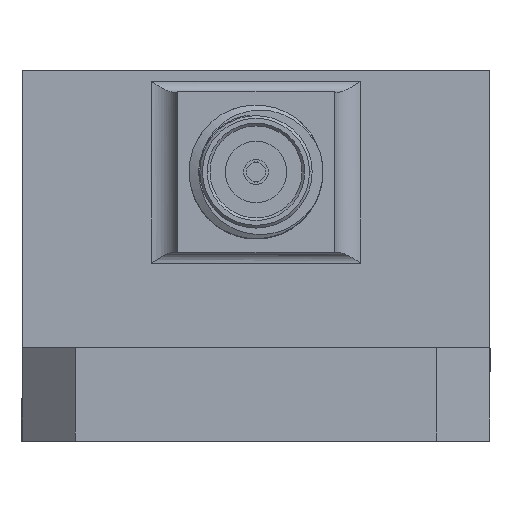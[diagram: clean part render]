
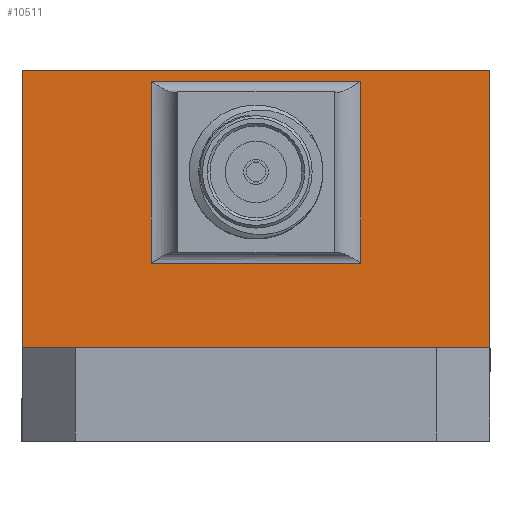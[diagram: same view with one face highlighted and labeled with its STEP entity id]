
A CAD part, top view. The second image highlights one B-rep face of the part: STEP entity #10511.
In plain terms, the highlighted planar face has unit normal (0, 0, 1).
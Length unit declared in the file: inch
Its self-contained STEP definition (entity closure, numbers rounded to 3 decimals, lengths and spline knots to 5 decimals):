
#166 = LINE ( 'NONE', #7347, #8171 ) ;
#398 = ORIENTED_EDGE ( 'NONE', *, *, #2009, .T. ) ;
#430 = EDGE_CURVE ( 'NONE', #4316, #2212, #2327, .T. ) ;
#557 = CARTESIAN_POINT ( 'NONE',  ( 0.4375, 0.175, 0.155 ) ) ;
#604 = EDGE_CURVE ( 'NONE', #6124, #7538, #10758, .T. ) ;
#767 = CARTESIAN_POINT ( 'NONE',  ( -0.196, 0.333, 0.155 ) ) ;
#839 = CARTESIAN_POINT ( 'NONE',  ( -0.4375, 0.175, 0.155 ) ) ;
#1096 = CARTESIAN_POINT ( 'NONE',  ( 0.196, 0.673, 0.155 ) ) ;
#1100 = VECTOR ( 'NONE', #7804, 39.37008 ) ;
#1166 = DIRECTION ( 'NONE',  ( 1., 0., 0. ) ) ;
#1459 = CARTESIAN_POINT ( 'NONE',  ( -0.196, 0.175, 0.155 ) ) ;
#1464 = VECTOR ( 'NONE', #3505, 39.37008 ) ;
#1814 = PLANE ( 'NONE',  #4098 ) ;
#1878 = LINE ( 'NONE', #1459, #9770 ) ;
#2009 = EDGE_CURVE ( 'NONE', #7538, #6222, #1878, .T. ) ;
#2212 = VERTEX_POINT ( 'NONE', #2919 ) ;
#2327 = LINE ( 'NONE', #557, #1100 ) ;
#2440 = CARTESIAN_POINT ( 'NONE',  ( -0.4375, 0.175, 0.155 ) ) ;
#2457 = DIRECTION ( 'NONE',  ( 0., 1., 0. ) ) ;
#2675 = VERTEX_POINT ( 'NONE', #7554 ) ;
#2855 = LINE ( 'NONE', #2440, #4729 ) ;
#2919 = CARTESIAN_POINT ( 'NONE',  ( 0.4375, 0.175, 0.155 ) ) ;
#3028 = ORIENTED_EDGE ( 'NONE', *, *, #430, .F. ) ;
#3029 = EDGE_CURVE ( 'NONE', #5946, #2675, #2855, .T. ) ;
#3062 = VECTOR ( 'NONE', #3699, 39.37008 ) ;
#3152 = FACE_BOUND ( 'NONE', #9655, .T. ) ;
#3197 = LINE ( 'NONE', #1096, #3062 ) ;
#3220 = VERTEX_POINT ( 'NONE', #7201 ) ;
#3302 = ORIENTED_EDGE ( 'NONE', *, *, #5824, .T. ) ;
#3379 = ORIENTED_EDGE ( 'NONE', *, *, #3648, .F. ) ;
#3505 = DIRECTION ( 'NONE',  ( 1., 0., 0. ) ) ;
#3648 = EDGE_CURVE ( 'NONE', #2675, #4316, #9625, .T. ) ;
#3699 = DIRECTION ( 'NONE',  ( 1., 0., 0. ) ) ;
#3951 = EDGE_LOOP ( 'NONE', ( #3028, #3379, #6888, #7758 ) ) ;
#4098 = AXIS2_PLACEMENT_3D ( 'NONE', #4351, #10383, #5199 ) ;
#4295 = ORIENTED_EDGE ( 'NONE', *, *, #4906, .T. ) ;
#4316 = VERTEX_POINT ( 'NONE', #9867 ) ;
#4351 = CARTESIAN_POINT ( 'NONE',  ( -1.04203, 0.175, 0.155 ) ) ;
#4698 = VECTOR ( 'NONE', #11121, 39.37008 ) ;
#4729 = VECTOR ( 'NONE', #6711, 39.37008 ) ;
#4906 = EDGE_CURVE ( 'NONE', #3220, #6124, #8909, .T. ) ;
#5199 = DIRECTION ( 'NONE',  ( 1., 0., 0. ) ) ;
#5824 = EDGE_CURVE ( 'NONE', #6222, #3220, #3197, .T. ) ;
#5946 = VERTEX_POINT ( 'NONE', #839 ) ;
#6124 = VERTEX_POINT ( 'NONE', #9812 ) ;
#6222 = VERTEX_POINT ( 'NONE', #11245 ) ;
#6379 = CARTESIAN_POINT ( 'NONE',  ( -0.196, 0.333, 0.155 ) ) ;
#6673 = CARTESIAN_POINT ( 'NONE',  ( 0.196, 0.175, 0.155 ) ) ;
#6711 = DIRECTION ( 'NONE',  ( 0., 1., 0. ) ) ;
#6888 = ORIENTED_EDGE ( 'NONE', *, *, #3029, .F. ) ;
#7201 = CARTESIAN_POINT ( 'NONE',  ( 0.196, 0.673, 0.155 ) ) ;
#7347 = CARTESIAN_POINT ( 'NONE',  ( -1.04203, 0.175, 0.155 ) ) ;
#7538 = VERTEX_POINT ( 'NONE', #767 ) ;
#7554 = CARTESIAN_POINT ( 'NONE',  ( -0.4375, 0.694, 0.155 ) ) ;
#7758 = ORIENTED_EDGE ( 'NONE', *, *, #10779, .T. ) ;
#7804 = DIRECTION ( 'NONE',  ( 0., -1., 0. ) ) ;
#8067 = ORIENTED_EDGE ( 'NONE', *, *, #604, .T. ) ;
#8171 = VECTOR ( 'NONE', #1166, 39.37008 ) ;
#8297 = DIRECTION ( 'NONE',  ( -1., 0., 0. ) ) ;
#8909 = LINE ( 'NONE', #6673, #4698 ) ;
#9625 = LINE ( 'NONE', #11216, #1464 ) ;
#9655 = EDGE_LOOP ( 'NONE', ( #8067, #398, #3302, #4295 ) ) ;
#9770 = VECTOR ( 'NONE', #2457, 39.37008 ) ;
#9812 = CARTESIAN_POINT ( 'NONE',  ( 0.196, 0.333, 0.155 ) ) ;
#9867 = CARTESIAN_POINT ( 'NONE',  ( 0.4375, 0.694, 0.155 ) ) ;
#10068 = VECTOR ( 'NONE', #8297, 39.37008 ) ;
#10383 = DIRECTION ( 'NONE',  ( 0., 0., 1. ) ) ;
#10511 = ADVANCED_FACE ( 'NONE', ( #10940, #3152 ), #1814, .T. ) ;
#10758 = LINE ( 'NONE', #6379, #10068 ) ;
#10779 = EDGE_CURVE ( 'NONE', #5946, #2212, #166, .T. ) ;
#10940 = FACE_OUTER_BOUND ( 'NONE', #3951, .T. ) ;
#11121 = DIRECTION ( 'NONE',  ( 0., -1., 0. ) ) ;
#11216 = CARTESIAN_POINT ( 'NONE',  ( -1.04203, 0.694, 0.155 ) ) ;
#11245 = CARTESIAN_POINT ( 'NONE',  ( -0.196, 0.673, 0.155 ) ) ;
